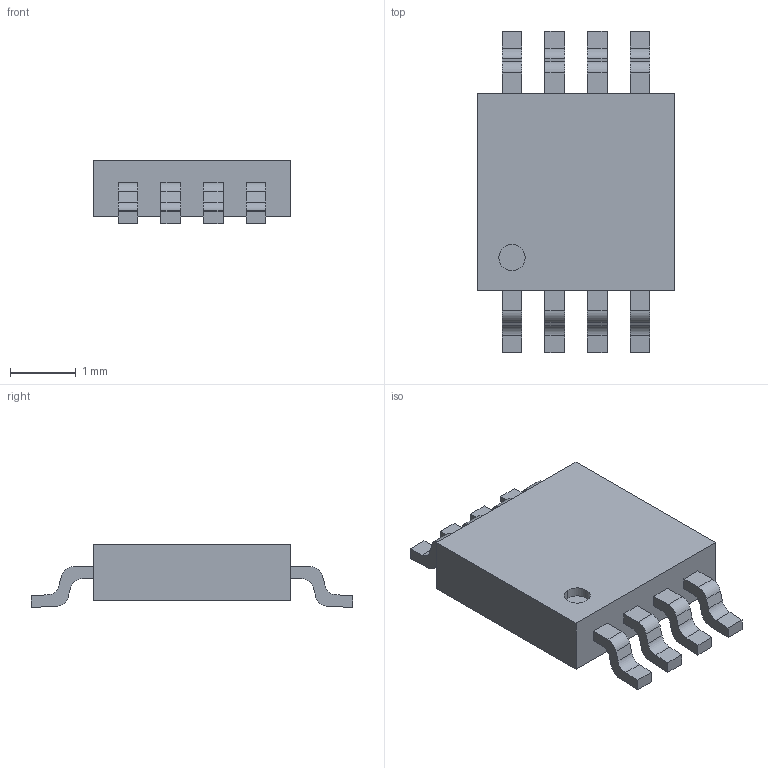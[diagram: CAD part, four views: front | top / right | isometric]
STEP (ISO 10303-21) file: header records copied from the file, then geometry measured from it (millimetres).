
FILE_DESCRIPTION(('FreeCAD Model'),'2;1');
FILE_NAME('User Library-MSOP-8-4.step', '2018-01-23T08:34:12',('kicad StepUp'),('ksu MCAD'), 'Open CASCADE STEP processor 6.8','FreeCAD','Unknown');
FILE_SCHEMA(('AUTOMOTIVE_DESIGN_CC2 { 1 2 10303 214 -1 1 5 4 }'));
Length unit declared in the file: millimetre
Products named in the file (2): ASSEMBLY; User_Library-MSOP-8-4
Assembly tree (1 placements, depth 2):
  ASSEMBLY
    User_Library-MSOP-8-4
Bounding box: 3 x 4.9 x 0.96 mm (x, y, z)
Volume: 8.3 mm3; surface area: 37.9 mm2
Topology: 1 solids, 1 shells, 113 faces, 306 edges, 204 vertices
Faces by surface type: plane 79, cylinder 34
Entity records: 4371 total; most frequent: CARTESIAN_POINT 625, ORIENTED_EDGE 612, DIRECTION 604, EDGE_CURVE 306, LINE 238, VECTOR 238, VERTEX_POINT 204, AXIS2_PLACEMENT_3D 183
